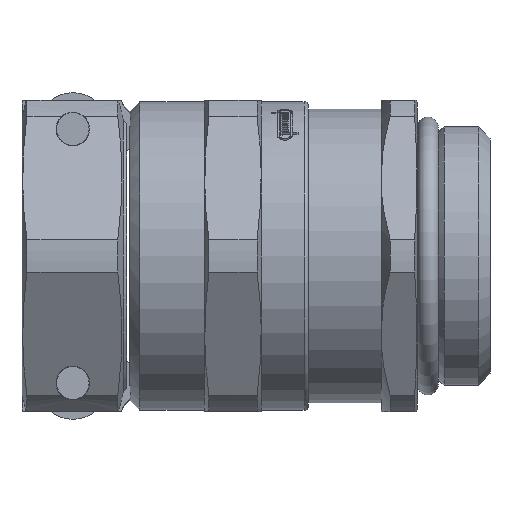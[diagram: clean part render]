
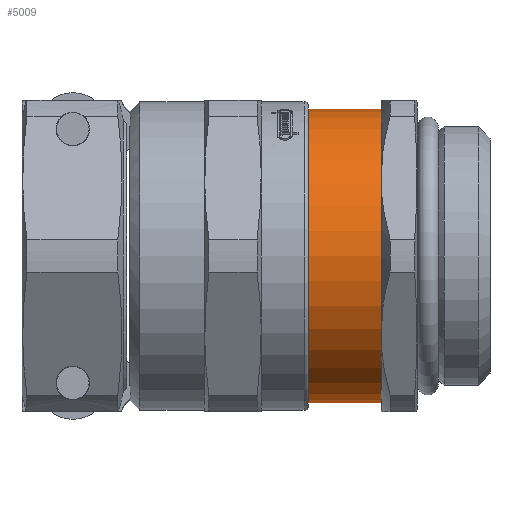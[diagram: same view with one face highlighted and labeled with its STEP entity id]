
A CAD part, front view. The second image highlights one B-rep face of the part: STEP entity #5009.
In plain terms, the highlighted cylindrical face has radius 14.15 mm (diameter 28.3 mm), a full revolution.
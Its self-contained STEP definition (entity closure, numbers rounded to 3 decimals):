
#1059=FACE_BOUND('',#1456,.T.);
#1142=FACE_OUTER_BOUND('',#1455,.T.);
#1455=EDGE_LOOP('',(#3425));
#1456=EDGE_LOOP('',(#3426));
#1837=CIRCLE('',#5370,14.15);
#1839=CIRCLE('',#5373,14.15);
#2137=VERTEX_POINT('',#7594);
#2139=VERTEX_POINT('',#7599);
#2662=EDGE_CURVE('',#2137,#2137,#1837,.T.);
#2664=EDGE_CURVE('',#2139,#2139,#1839,.T.);
#3425=ORIENTED_EDGE('',*,*,#2664,.F.);
#3426=ORIENTED_EDGE('',*,*,#2662,.T.);
#4926=CYLINDRICAL_SURFACE('',#5372,14.15);
#5009=ADVANCED_FACE('',(#1142,#1059),#4926,.T.);
#5370=AXIS2_PLACEMENT_3D('',#7595,#6019,#6020);
#5372=AXIS2_PLACEMENT_3D('',#7598,#6023,#6024);
#5373=AXIS2_PLACEMENT_3D('',#7600,#6025,#6026);
#6019=DIRECTION('center_axis',(1.,0.,0.));
#6020=DIRECTION('ref_axis',(0.,0.,-1.));
#6023=DIRECTION('center_axis',(1.,0.,0.));
#6024=DIRECTION('ref_axis',(0.,1.,0.));
#6025=DIRECTION('center_axis',(1.,0.,0.));
#6026=DIRECTION('ref_axis',(0.,1.,0.));
#7594=CARTESIAN_POINT('',(-19.061,14.15,0.));
#7595=CARTESIAN_POINT('Origin',(-19.061,0.,0.));
#7598=CARTESIAN_POINT('Origin',(-14.781,0.,0.));
#7599=CARTESIAN_POINT('',(-10.5,14.15,0.));
#7600=CARTESIAN_POINT('Origin',(-10.5,0.,0.));
